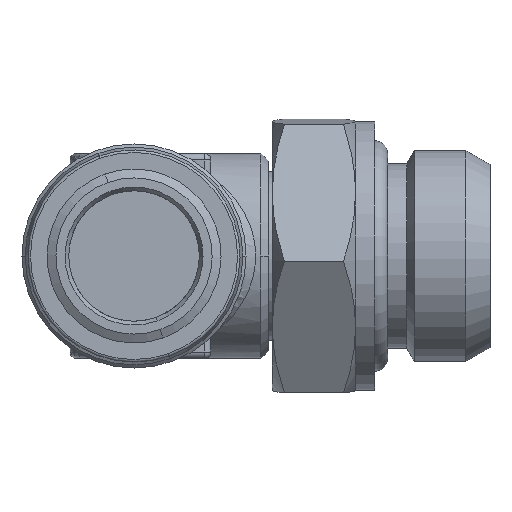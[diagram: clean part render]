
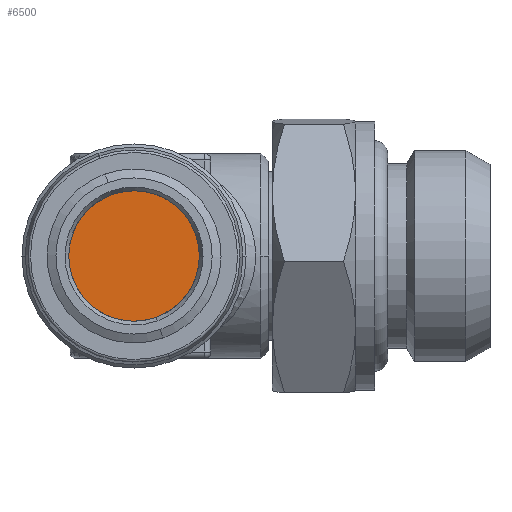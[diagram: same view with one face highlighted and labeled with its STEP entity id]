
A CAD part, left-side view. The second image highlights one B-rep face of the part: STEP entity #6500.
In plain terms, the highlighted planar face has unit normal (-1, 0, 0).
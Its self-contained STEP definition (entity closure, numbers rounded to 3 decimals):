
#97 = EDGE_CURVE ( 'NONE', #1517, #1516, #3880, .T. ) ;
#98 = EDGE_CURVE ( 'NONE', #1516, #1777, #3878, .T. ) ;
#99 = EDGE_CURVE ( 'NONE', #3217, #1517, #3882, .T. ) ;
#100 = EDGE_CURVE ( 'NONE', #1723, #1724, #3884, .T. ) ;
#101 = EDGE_CURVE ( 'NONE', #1514, #1521, #3881, .T. ) ;
#102 = EDGE_CURVE ( 'NONE', #1514, #3202, #3886, .T. ) ;
#103 = EDGE_CURVE ( 'NONE', #3198, #1521, #3887, .T. ) ;
#382 = EDGE_LOOP ( 'NONE', ( #5772, #5773, #5774, #5775 ) ) ;
#395 = EDGE_LOOP ( 'NONE', ( #5766, #5767, #5768, #5769 ) ) ;
#407 = EDGE_LOOP ( 'NONE', ( #5770, #5771 ) ) ;
#1068 = DIRECTION ( 'NONE',  ( 0., -0.331, -0.944 ) ) ;
#1072 = CARTESIAN_POINT ( 'NONE',  ( -21.5, 22.872, -0.166 ) ) ;
#1073 = CARTESIAN_POINT ( 'NONE',  ( -21.5, 22.4, 0. ) ) ;
#1074 = DIRECTION ( 'NONE',  ( -1., 0., 0. ) ) ;
#1075 = DIRECTION ( 'NONE',  ( 0., -1., 0. ) ) ;
#1076 = CARTESIAN_POINT ( 'NONE',  ( -21.5, 22.872, -0.166 ) ) ;
#1077 = DIRECTION ( 'NONE',  ( 0., -0.331, -0.944 ) ) ;
#1078 = DIRECTION ( 'NONE',  ( 0., 0.331, 0.944 ) ) ;
#1079 = CARTESIAN_POINT ( 'NONE',  ( -21.5, 22.4, 0. ) ) ;
#1080 = DIRECTION ( 'NONE',  ( -1., 0., 0. ) ) ;
#1081 = DIRECTION ( 'NONE',  ( 0., -1., 0. ) ) ;
#1082 = CARTESIAN_POINT ( 'NONE',  ( -21.5, 21.928, 0.166 ) ) ;
#1083 = CARTESIAN_POINT ( 'NONE',  ( -21.5, 21.928, 0.166 ) ) ;
#1084 = CARTESIAN_POINT ( 'NONE',  ( -21.5, 22.4, 0. ) ) ;
#1085 = DIRECTION ( 'NONE',  ( -1., 0., 0. ) ) ;
#1086 = DIRECTION ( 'NONE',  ( 0., -1., 0. ) ) ;
#1087 = DIRECTION ( 'NONE',  ( 0., 0.331, 0.944 ) ) ;
#1514 = VERTEX_POINT ( 'NONE', #4983 ) ;
#1516 = VERTEX_POINT ( 'NONE', #4992 ) ;
#1517 = VERTEX_POINT ( 'NONE', #4984 ) ;
#1521 = VERTEX_POINT ( 'NONE', #4985 ) ;
#1723 = VERTEX_POINT ( 'NONE', #5020 ) ;
#1724 = VERTEX_POINT ( 'NONE', #5021 ) ;
#1777 = VERTEX_POINT ( 'NONE', #5074 ) ;
#3198 = VERTEX_POINT ( 'NONE', #5294 ) ;
#3202 = VERTEX_POINT ( 'NONE', #5298 ) ;
#3217 = VERTEX_POINT ( 'NONE', #5313 ) ;
#3676 = EDGE_CURVE ( 'NONE', #1724, #1723, #5512, .T. ) ;
#3878 = LINE ( 'NONE', #1072, #3883 ) ;
#3880 = CIRCLE ( 'NONE', #5651, 5.1 ) ;
#3881 = CIRCLE ( 'NONE', #5653, 6. ) ;
#3882 = LINE ( 'NONE', #1076, #3885 ) ;
#3883 = VECTOR ( 'NONE', #1068, 1000. ) ;
#3884 = CIRCLE ( 'NONE', #5652, 6.05 ) ;
#3885 = VECTOR ( 'NONE', #1077, 1000. ) ;
#3886 = LINE ( 'NONE', #1083, #3889 ) ;
#3887 = LINE ( 'NONE', #1082, #3891 ) ;
#3889 = VECTOR ( 'NONE', #1078, 1000. ) ;
#3891 = VECTOR ( 'NONE', #1087, 1000. ) ;
#4051 = CARTESIAN_POINT ( 'NONE',  ( -21.5, 22.4, 0. ) ) ;
#4052 = DIRECTION ( 'NONE',  ( -1., 0., 0. ) ) ;
#4053 = DIRECTION ( 'NONE',  ( 0., -1., 0. ) ) ;
#4327 = CARTESIAN_POINT ( 'NONE',  ( -21.5, 22.4, 0. ) ) ;
#4328 = DIRECTION ( 'NONE',  ( -1., 0., 0. ) ) ;
#4329 = DIRECTION ( 'NONE',  ( 0., -1., 0. ) ) ;
#4376 = CARTESIAN_POINT ( 'NONE',  ( -21.5, 22.4, 0. ) ) ;
#4377 = DIRECTION ( 'NONE',  ( -1., 0., 0. ) ) ;
#4378 = DIRECTION ( 'NONE',  ( 0., -1., 0. ) ) ;
#4502 = CIRCLE ( 'NONE', #7251, 5.1 ) ;
#4534 = CIRCLE ( 'NONE', #7260, 6. ) ;
#4667 = FACE_BOUND ( 'NONE', #395, .T. ) ;
#4668 = FACE_BOUND ( 'NONE', #382, .T. ) ;
#4671 = FACE_OUTER_BOUND ( 'NONE', #407, .T. ) ;
#4983 = CARTESIAN_POINT ( 'NONE',  ( -21.5, 19.947, -5.476 ) ) ;
#4984 = CARTESIAN_POINT ( 'NONE',  ( -21.5, 24.553, 4.623 ) ) ;
#4985 = CARTESIAN_POINT ( 'NONE',  ( -21.5, 23.909, 5.807 ) ) ;
#4992 = CARTESIAN_POINT ( 'NONE',  ( -21.5, 21.19, -4.954 ) ) ;
#5020 = CARTESIAN_POINT ( 'NONE',  ( -21.5, 22.4, 6.05 ) ) ;
#5021 = CARTESIAN_POINT ( 'NONE',  ( -21.5, 22.4, -6.05 ) ) ;
#5074 = CARTESIAN_POINT ( 'NONE',  ( -21.5, 20.891, -5.807 ) ) ;
#5294 = CARTESIAN_POINT ( 'NONE',  ( -21.5, 23.61, 4.954 ) ) ;
#5298 = CARTESIAN_POINT ( 'NONE',  ( -21.5, 20.247, -4.623 ) ) ;
#5313 = CARTESIAN_POINT ( 'NONE',  ( -21.5, 24.853, 5.476 ) ) ;
#5512 = CIRCLE ( 'NONE', #7210, 6.05 ) ;
#5575 = EDGE_CURVE ( 'NONE', #3202, #3198, #4502, .T. ) ;
#5596 = EDGE_CURVE ( 'NONE', #3217, #1777, #4534, .T. ) ;
#5651 = AXIS2_PLACEMENT_3D ( 'NONE', #1073, #1074, #1075 ) ;
#5652 = AXIS2_PLACEMENT_3D ( 'NONE', #1079, #1080, #1081 ) ;
#5653 = AXIS2_PLACEMENT_3D ( 'NONE', #1084, #1085, #1086 ) ;
#5766 = ORIENTED_EDGE ( 'NONE', *, *, #97, .T. ) ;
#5767 = ORIENTED_EDGE ( 'NONE', *, *, #98, .T. ) ;
#5768 = ORIENTED_EDGE ( 'NONE', *, *, #5596, .F. ) ;
#5769 = ORIENTED_EDGE ( 'NONE', *, *, #99, .T. ) ;
#5770 = ORIENTED_EDGE ( 'NONE', *, *, #3676, .T. ) ;
#5771 = ORIENTED_EDGE ( 'NONE', *, *, #100, .T. ) ;
#5772 = ORIENTED_EDGE ( 'NONE', *, *, #101, .F. ) ;
#5773 = ORIENTED_EDGE ( 'NONE', *, *, #102, .T. ) ;
#5774 = ORIENTED_EDGE ( 'NONE', *, *, #5575, .T. ) ;
#5775 = ORIENTED_EDGE ( 'NONE', *, *, #103, .T. ) ;
#5839 = AXIS2_PLACEMENT_3D ( 'NONE', #7725, #7726, #7727 ) ;
#6500 = ADVANCED_FACE ( 'NONE', ( #4667, #4671, #4668 ), #7719, .T. ) ;
#7210 = AXIS2_PLACEMENT_3D ( 'NONE', #4051, #4052, #4053 ) ;
#7251 = AXIS2_PLACEMENT_3D ( 'NONE', #4327, #4328, #4329 ) ;
#7260 = AXIS2_PLACEMENT_3D ( 'NONE', #4376, #4377, #4378 ) ;
#7719 = PLANE ( 'NONE',  #5839 ) ;
#7725 = CARTESIAN_POINT ( 'NONE',  ( -21.5, 22.4, 0. ) ) ;
#7726 = DIRECTION ( 'NONE',  ( -1., 0., 0. ) ) ;
#7727 = DIRECTION ( 'NONE',  ( 0., -1., 0. ) ) ;
